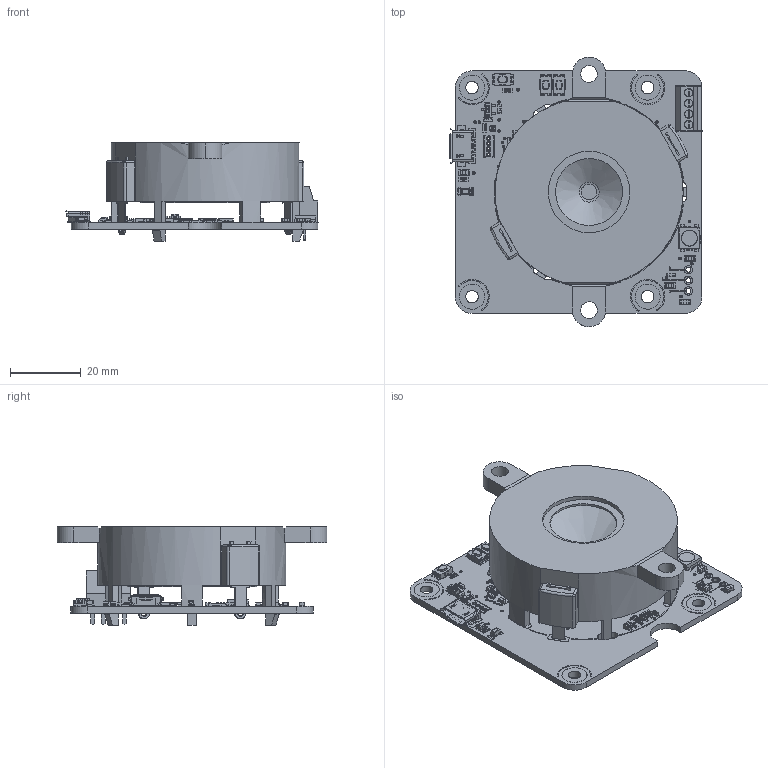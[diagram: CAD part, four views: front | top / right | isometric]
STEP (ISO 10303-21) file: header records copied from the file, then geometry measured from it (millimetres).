
FILE_DESCRIPTION(('FreeCAD Model'),'2;1');
FILE_NAME('Open CASCADE Shape Model','2025-04-30T10:54:40',('FreeCAD'),( 'FreeCAD'),'Open CASCADE STEP processor 7.6','FreeCAD','Unknown');
FILE_SCHEMA(('AUTOMOTIVE_DESIGN { 1 0 10303 214 1 1 1 1 }'));
Products named in the file (1): Open CASCADE STEP translator 7.6 1
Bounding box: 71.16 x 76.08 x 27.72 mm (x, y, z)
Volume: 20009 mm3; surface area: 29095.5 mm2
Topology: 82 solids, 82 shells, 7580 faces, 19513 edges, 12586 vertices
Faces by surface type: bspline 7580
Entity records: 246992 total; most frequent: CARTESIAN_POINT 130889, ORIENTED_EDGE 38600, EDGE_CURVE 19300, B_SPLINE_CURVE_WITH_KNOTS 15403, VERTEX_POINT 12586, FACE_BOUND 8494, EDGE_LOOP 8494, ADVANCED_FACE 7580
